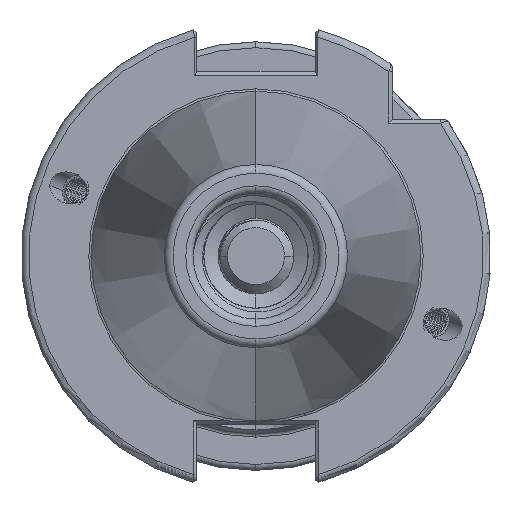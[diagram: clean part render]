
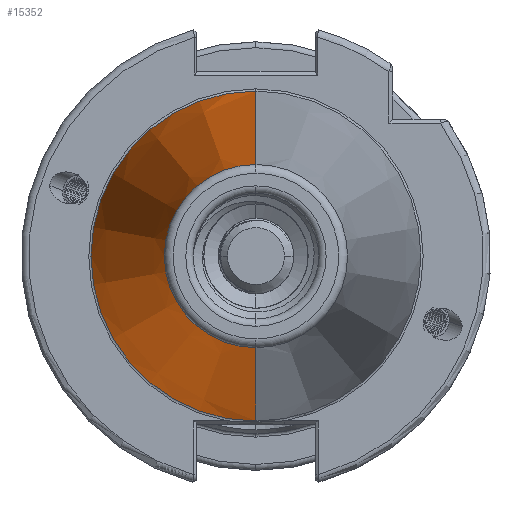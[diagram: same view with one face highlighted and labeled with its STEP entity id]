
A CAD part, left-side view. The second image highlights one B-rep face of the part: STEP entity #15352.
In plain terms, the highlighted conical face has half-angle 8.297 degrees and reference radius 22.692 mm.
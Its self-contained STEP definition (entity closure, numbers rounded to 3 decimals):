
#6111 = VERTEX_POINT ( 'NONE', #31396 ) ;
#6115 = VERTEX_POINT ( 'NONE', #31371 ) ;
#6165 = VERTEX_POINT ( 'NONE', #31430 ) ;
#6274 = VERTEX_POINT ( 'NONE', #31455 ) ;
#10341 = EDGE_CURVE ( 'NONE', #6165, #6115, #19331, .T. ) ;
#10368 = EDGE_CURVE ( 'NONE', #6115, #6111, #19342, .T. ) ;
#10402 = EDGE_CURVE ( 'NONE', #6165, #6274, #19397, .T. ) ;
#10417 = EDGE_CURVE ( 'NONE', #6274, #6111, #19423, .T. ) ;
#11393 = CARTESIAN_POINT ( 'NONE',  ( -70.573, 0., 0. ) ) ;
#11394 = DIRECTION ( 'NONE',  ( 0., 0., 1. ) ) ;
#11416 = DIRECTION ( 'NONE',  ( 1., 0., 0. ) ) ;
#11428 = CARTESIAN_POINT ( 'NONE',  ( 0., 0., 22.692 ) ) ;
#11512 = DIRECTION ( 'NONE',  ( 0.99, 0., 0.144 ) ) ;
#11636 = CARTESIAN_POINT ( 'NONE',  ( 0., 0., -22.692 ) ) ;
#11638 = DIRECTION ( 'NONE',  ( 0.99, 0., -0.144 ) ) ;
#11648 = DIRECTION ( 'NONE',  ( 1., 0., 0. ) ) ;
#11656 = DIRECTION ( 'NONE',  ( 0., 0., -1. ) ) ;
#11675 = CARTESIAN_POINT ( 'NONE',  ( -2.5, 0., 0. ) ) ;
#15352 = ADVANCED_FACE ( 'NONE', ( #35723 ), #35775, .T. ) ;
#16358 = CARTESIAN_POINT ( 'NONE',  ( 0., 0., 0. ) ) ;
#16370 = DIRECTION ( 'NONE',  ( 1., 0., 0. ) ) ;
#16378 = DIRECTION ( 'NONE',  ( 0., 0., -1. ) ) ;
#19331 = CIRCLE ( 'NONE', #26809, 12.4 ) ;
#19342 = LINE ( 'NONE', #11428, #19343 ) ;
#19343 = VECTOR ( 'NONE', #11512, 1000. ) ;
#19397 = LINE ( 'NONE', #11636, #19414 ) ;
#19414 = VECTOR ( 'NONE', #11638, 1000. ) ;
#19423 = CIRCLE ( 'NONE', #26827, 22.327 ) ;
#21019 = ORIENTED_EDGE ( 'NONE', *, *, #10368, .T. ) ;
#21040 = ORIENTED_EDGE ( 'NONE', *, *, #10402, .F. ) ;
#21053 = ORIENTED_EDGE ( 'NONE', *, *, #10417, .F. ) ;
#21066 = ORIENTED_EDGE ( 'NONE', *, *, #10341, .T. ) ;
#26809 = AXIS2_PLACEMENT_3D ( 'NONE', #11393, #11416, #11394 ) ;
#26827 = AXIS2_PLACEMENT_3D ( 'NONE', #11675, #11648, #11656 ) ;
#28589 = AXIS2_PLACEMENT_3D ( 'NONE', #16358, #16370, #16378 ) ;
#31371 = CARTESIAN_POINT ( 'NONE',  ( -70.573, 0., 12.4 ) ) ;
#31396 = CARTESIAN_POINT ( 'NONE',  ( -2.5, 0., 22.327 ) ) ;
#31430 = CARTESIAN_POINT ( 'NONE',  ( -70.573, 0., -12.4 ) ) ;
#31455 = CARTESIAN_POINT ( 'NONE',  ( -2.5, 0., -22.327 ) ) ;
#35428 = EDGE_LOOP ( 'NONE', ( #21066, #21019, #21053, #21040 ) ) ;
#35723 = FACE_OUTER_BOUND ( 'NONE', #35428, .T. ) ;
#35775 = CONICAL_SURFACE ( 'NONE', #28589, 22.692, 0.145 ) ;
